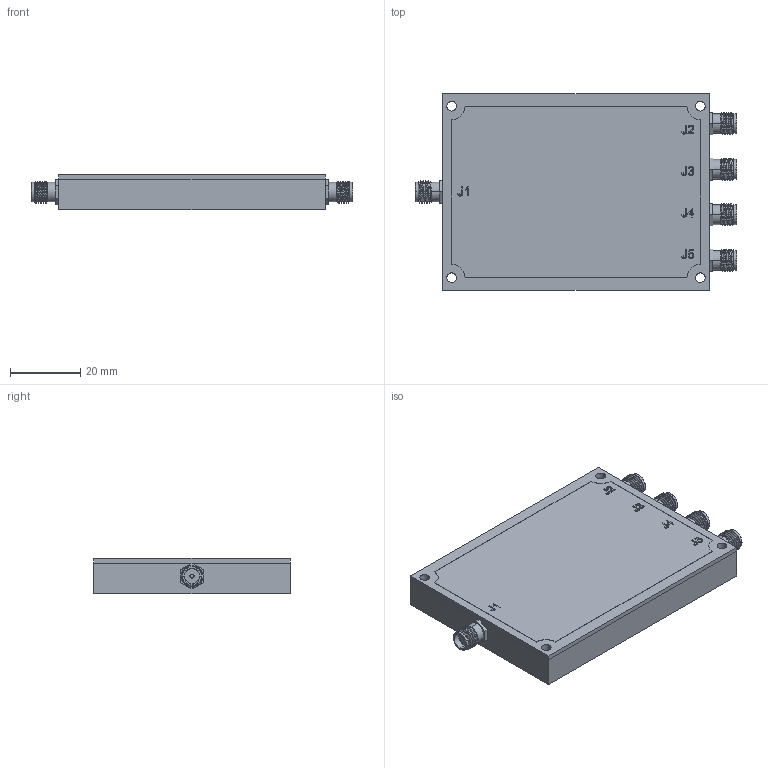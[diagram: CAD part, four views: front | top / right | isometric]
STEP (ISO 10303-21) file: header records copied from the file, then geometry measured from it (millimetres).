
FILE_DESCRIPTION (( 'STEP AP214' ), '1' );
FILE_NAME ('FMDV0024_3D.step', '2023-10-27T19:02:42', ( '' ), ( '' ), 'SwSTEP 2.0', 'SolidWorks 2022', '' );
FILE_SCHEMA (( 'AUTOMOTIVE_DESIGN' ));
Length unit declared in the file: inch
Products named in the file (1): FMDV0024_3D
Bounding box: 91.75 x 56 x 10.08 mm (x, y, z)
Volume: 43479.2 mm3; surface area: 12602.8 mm2
Topology: 1 solids, 1 shells, 415 faces, 1084 edges, 698 vertices
Faces by surface type: plane 169, cylinder 112, bspline 69, cone 55, torus 10
Entity records: 24121 total; most frequent: CARTESIAN_POINT 14646, ORIENTED_EDGE 2168, DIRECTION 1664, EDGE_CURVE 1084, VERTEX_POINT 698, VECTOR 562, LINE 562, AXIS2_PLACEMENT_3D 551
